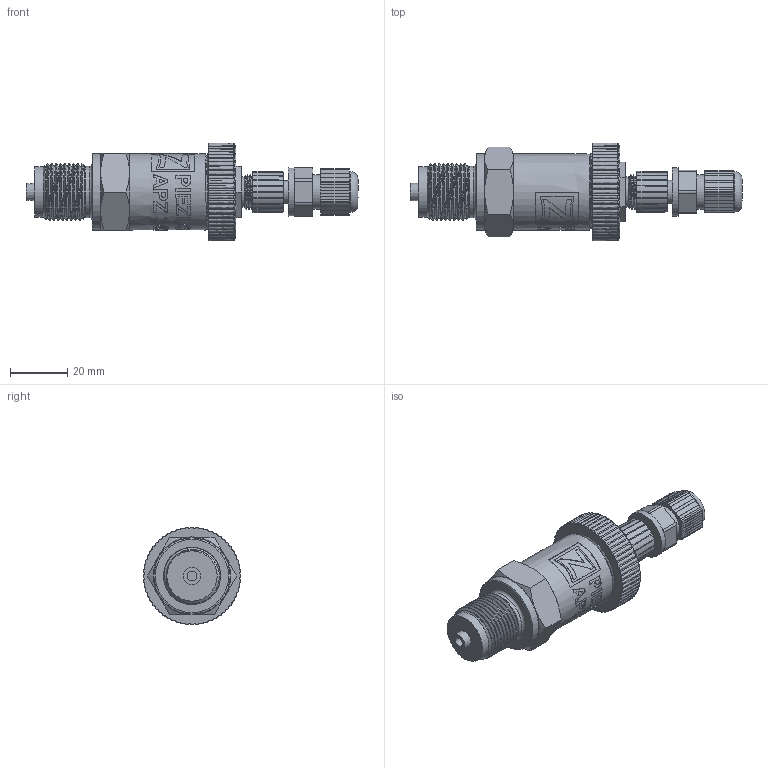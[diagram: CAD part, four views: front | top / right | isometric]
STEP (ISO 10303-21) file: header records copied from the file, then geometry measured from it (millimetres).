
FILE_DESCRIPTION(/* description */ (''),/* implementation_level */ '2;1');
FILE_NAME(/* name */ 'APZ3421_M20x1,5EN_M12x1-straight.step',/* time_stamp */ '2021-06-23T15:49:31+03:00',/* author */ (''),/* organization */ (''),/* preprocessor_version */ 'ST-DEVELOPER v18.1',/* originating_system */ 'Autodesk Translation Framework v10.9.0.1377',/* authorisation */ '');
FILE_SCHEMA (('AUTOMOTIVE_DESIGN { 1 0 10303 214 3 1 1 }'));
Length unit declared in the file: millimetre
Products named in the file (6): APZ3421_M20x1,5EN_M12x1-straight; M20x1,5 EN; OMAL nut M27x1.5 v8; M12x1 male v16; Ш100.000.002 v4; M12x1 female straight v9
Assembly tree (5 placements, depth 2):
  APZ3421_M20x1,5EN_M12x1-straight
    M20x1,5 EN
    OMAL nut M27x1.5 v8
    M12x1 male v16
    Ш100.000.002 v4
    M12x1 female straight v9
Bounding box: 115.55 x 34 x 34 mm (x, y, z)
Volume: 42944.7 mm3; surface area: 18430.1 mm2
Topology: 16 solids, 16 shells, 906 faces, 2496 edges, 1661 vertices
Faces by surface type: bspline 458, plane 251, cylinder 115, cone 76, torus 6
Full cylindrical faces by diameter (mm): 1 x12, 1.5 x4, 7.3 x1, 8 x3, 8.2 x1, 10.293 x1, 10.6 x2, 10.741 x6, 11.884 x5, 12 x1, 14 x2, 14.137 x4, 14.526 x1, 15.85 x3, 17 x1, 17.8 x1, 18.137 x8, 19.85 x7, 21.4 x2, 22.4 x1, 24.5 x1, 25.132 x4, 25.526 x4, 27.208 x5
Entity records: 70526 total; most frequent: CARTESIAN_POINT 50119, ORIENTED_EDGE 4992, DIRECTION 2827, EDGE_CURVE 2496, VERTEX_POINT 1661, LINE 1175, VECTOR 1175, EDGE_LOOP 961
